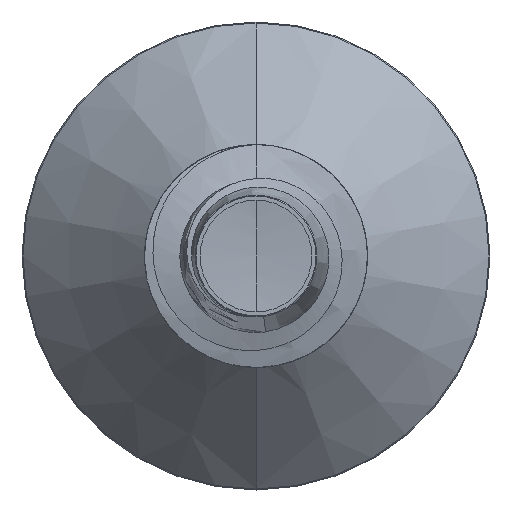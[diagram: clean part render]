
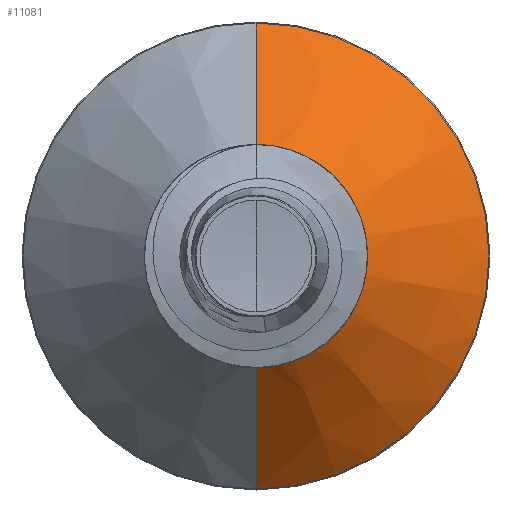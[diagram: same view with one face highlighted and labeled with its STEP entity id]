
A CAD part, front view. The second image highlights one B-rep face of the part: STEP entity #11081.
In plain terms, the highlighted conical face has half-angle 45 degrees and reference radius 1.857 mm.
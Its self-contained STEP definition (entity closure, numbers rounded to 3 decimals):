
#329 = EDGE_CURVE ( 'NONE', #25657, #13793, #25455, .T. ) ;
#558 = AXIS2_PLACEMENT_3D ( 'NONE', #15511, #26552, #17595 ) ;
#2579 = CONICAL_SURFACE ( 'NONE', #3539, 1.857, 0.785 ) ;
#2714 = FACE_OUTER_BOUND ( 'NONE', #6466, .T. ) ;
#3539 = AXIS2_PLACEMENT_3D ( 'NONE', #24983, #24883, #24861 ) ;
#5565 = ORIENTED_EDGE ( 'NONE', *, *, #24698, .F. ) ;
#5970 = LINE ( 'NONE', #12970, #8032 ) ;
#6049 = DIRECTION ( 'NONE',  ( 0., 0.707, 0.707 ) ) ;
#6466 = EDGE_LOOP ( 'NONE', ( #11950, #17836, #22365, #5565 ) ) ;
#7756 = VECTOR ( 'NONE', #6049, 1000. ) ;
#8032 = VECTOR ( 'NONE', #15330, 1000. ) ;
#8252 = LINE ( 'NONE', #25718, #7756 ) ;
#8556 = CARTESIAN_POINT ( 'NONE',  ( 0., 19.457, 1.857 ) ) ;
#8752 = CIRCLE ( 'NONE', #558, 1.857 ) ;
#11081 = ADVANCED_FACE ( 'NONE', ( #2714 ), #2579, .T. ) ;
#11950 = ORIENTED_EDGE ( 'NONE', *, *, #24955, .T. ) ;
#12970 = CARTESIAN_POINT ( 'NONE',  ( 0., 19.457, -1.857 ) ) ;
#13793 = VERTEX_POINT ( 'NONE', #16596 ) ;
#15330 = DIRECTION ( 'NONE',  ( 0., 0.707, -0.707 ) ) ;
#15511 = CARTESIAN_POINT ( 'NONE',  ( 0., 19.457, 0. ) ) ;
#16596 = CARTESIAN_POINT ( 'NONE',  ( 0., 21.782, -4.182 ) ) ;
#17595 = DIRECTION ( 'NONE',  ( 0., 0., 1. ) ) ;
#17596 = CARTESIAN_POINT ( 'NONE',  ( 0., 19.457, -1.857 ) ) ;
#17836 = ORIENTED_EDGE ( 'NONE', *, *, #23922, .T. ) ;
#22189 = CARTESIAN_POINT ( 'NONE',  ( 0., 21.782, 0. ) ) ;
#22232 = DIRECTION ( 'NONE',  ( 0., 1., 0. ) ) ;
#22297 = DIRECTION ( 'NONE',  ( 0., 0., 1. ) ) ;
#22365 = ORIENTED_EDGE ( 'NONE', *, *, #329, .F. ) ;
#22708 = VERTEX_POINT ( 'NONE', #8556 ) ;
#23618 = AXIS2_PLACEMENT_3D ( 'NONE', #22189, #22232, #22297 ) ;
#23922 = EDGE_CURVE ( 'NONE', #24224, #13793, #5970, .T. ) ;
#24224 = VERTEX_POINT ( 'NONE', #17596 ) ;
#24698 = EDGE_CURVE ( 'NONE', #22708, #25657, #8252, .T. ) ;
#24861 = DIRECTION ( 'NONE',  ( 0., 0., 1. ) ) ;
#24883 = DIRECTION ( 'NONE',  ( 0., 1., 0. ) ) ;
#24955 = EDGE_CURVE ( 'NONE', #22708, #24224, #8752, .T. ) ;
#24983 = CARTESIAN_POINT ( 'NONE',  ( 0., 19.457, 0. ) ) ;
#25455 = CIRCLE ( 'NONE', #23618, 4.182 ) ;
#25657 = VERTEX_POINT ( 'NONE', #26040 ) ;
#25718 = CARTESIAN_POINT ( 'NONE',  ( 0., 19.457, 1.857 ) ) ;
#26040 = CARTESIAN_POINT ( 'NONE',  ( 0., 21.782, 4.182 ) ) ;
#26552 = DIRECTION ( 'NONE',  ( 0., 1., 0. ) ) ;
